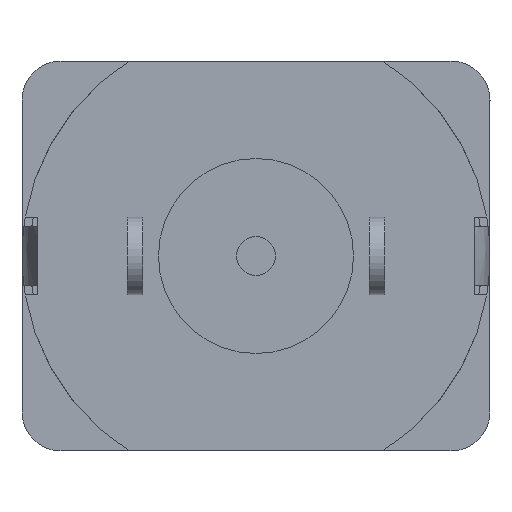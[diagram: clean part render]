
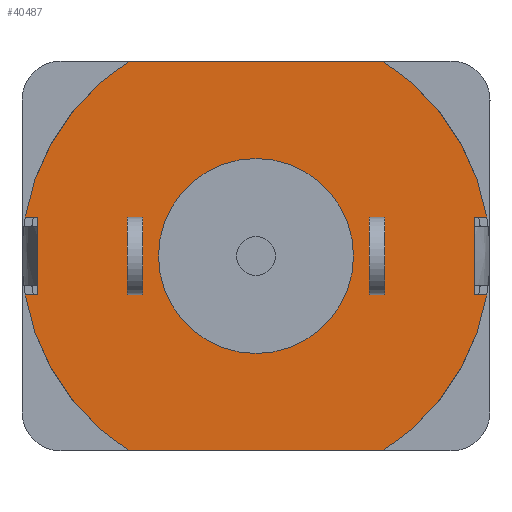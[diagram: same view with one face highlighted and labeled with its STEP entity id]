
A CAD part, front view. The second image highlights one B-rep face of the part: STEP entity #40487.
In plain terms, the highlighted planar face has unit normal (0, -1, 0).
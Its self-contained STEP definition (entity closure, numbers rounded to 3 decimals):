
#2538=FACE_BOUND('',#8524,.T.);
#2539=FACE_BOUND('',#8525,.T.);
#2540=FACE_BOUND('',#8526,.T.);
#2657=CIRCLE('',#43294,5.92);
#2658=CIRCLE('',#43295,5.92);
#2659=CIRCLE('',#43296,5.92);
#2660=CIRCLE('',#43297,5.92);
#2661=CIRCLE('',#43298,2.5);
#6268=FACE_OUTER_BOUND('',#8523,.T.);
#8523=EDGE_LOOP('',(#27169,#27170,#27171,#27172,#27173,#27174,#27175,#27176,
#27177,#27178,#27179,#27180));
#8524=EDGE_LOOP('',(#27181,#27182,#27183,#27184));
#8525=EDGE_LOOP('',(#27185,#27186,#27187,#27188));
#8526=EDGE_LOOP('',(#27189));
#10909=LINE('',#63860,#13684);
#10915=LINE('',#63875,#13690);
#10917=LINE('',#63878,#13692);
#10918=LINE('',#63883,#13693);
#10919=LINE('',#63887,#13694);
#10920=LINE('',#63889,#13695);
#10921=LINE('',#63891,#13696);
#10922=LINE('',#63895,#13697);
#10923=LINE('',#63899,#13698);
#10924=LINE('',#63901,#13699);
#10925=LINE('',#63903,#13700);
#10926=LINE('',#63904,#13701);
#10927=LINE('',#63907,#13702);
#10928=LINE('',#63909,#13703);
#10929=LINE('',#63911,#13704);
#10930=LINE('',#63912,#13705);
#13684=VECTOR('',#49240,10.);
#13690=VECTOR('',#49252,10.);
#13692=VECTOR('',#49256,10.);
#13693=VECTOR('',#49261,10.);
#13694=VECTOR('',#49264,10.);
#13695=VECTOR('',#49265,10.);
#13696=VECTOR('',#49266,10.);
#13697=VECTOR('',#49269,10.);
#13698=VECTOR('',#49272,10.);
#13699=VECTOR('',#49273,10.);
#13700=VECTOR('',#49274,10.);
#13701=VECTOR('',#49275,10.);
#13702=VECTOR('',#49276,10.);
#13703=VECTOR('',#49277,10.);
#13704=VECTOR('',#49278,10.);
#13705=VECTOR('',#49279,10.);
#16455=VERTEX_POINT('',#63850);
#16459=VERTEX_POINT('',#63858);
#16464=VERTEX_POINT('',#63872);
#16465=VERTEX_POINT('',#63874);
#16466=VERTEX_POINT('',#63880);
#16467=VERTEX_POINT('',#63882);
#16468=VERTEX_POINT('',#63884);
#16469=VERTEX_POINT('',#63886);
#16470=VERTEX_POINT('',#63888);
#16471=VERTEX_POINT('',#63890);
#16472=VERTEX_POINT('',#63892);
#16473=VERTEX_POINT('',#63894);
#16474=VERTEX_POINT('',#63897);
#16475=VERTEX_POINT('',#63898);
#16476=VERTEX_POINT('',#63900);
#16477=VERTEX_POINT('',#63902);
#16478=VERTEX_POINT('',#63905);
#16479=VERTEX_POINT('',#63906);
#16480=VERTEX_POINT('',#63908);
#16481=VERTEX_POINT('',#63910);
#16482=VERTEX_POINT('',#63913);
#20721=EDGE_CURVE('',#16455,#16459,#10909,.T.);
#20728=EDGE_CURVE('',#16465,#16464,#10915,.T.);
#20730=EDGE_CURVE('',#16459,#16465,#10917,.T.);
#20731=EDGE_CURVE('',#16466,#16464,#2657,.T.);
#20732=EDGE_CURVE('',#16467,#16466,#10918,.T.);
#20733=EDGE_CURVE('',#16468,#16467,#2658,.T.);
#20734=EDGE_CURVE('',#16468,#16469,#10919,.T.);
#20735=EDGE_CURVE('',#16469,#16470,#10920,.T.);
#20736=EDGE_CURVE('',#16470,#16471,#10921,.T.);
#20737=EDGE_CURVE('',#16472,#16471,#2659,.T.);
#20738=EDGE_CURVE('',#16473,#16472,#10922,.T.);
#20739=EDGE_CURVE('',#16455,#16473,#2660,.T.);
#20740=EDGE_CURVE('',#16474,#16475,#10923,.T.);
#20741=EDGE_CURVE('',#16475,#16476,#10924,.T.);
#20742=EDGE_CURVE('',#16476,#16477,#10925,.T.);
#20743=EDGE_CURVE('',#16477,#16474,#10926,.T.);
#20744=EDGE_CURVE('',#16478,#16479,#10927,.T.);
#20745=EDGE_CURVE('',#16479,#16480,#10928,.T.);
#20746=EDGE_CURVE('',#16480,#16481,#10929,.T.);
#20747=EDGE_CURVE('',#16481,#16478,#10930,.T.);
#20748=EDGE_CURVE('',#16482,#16482,#2661,.T.);
#27169=ORIENTED_EDGE('',*,*,#20721,.T.);
#27170=ORIENTED_EDGE('',*,*,#20730,.T.);
#27171=ORIENTED_EDGE('',*,*,#20728,.T.);
#27172=ORIENTED_EDGE('',*,*,#20731,.F.);
#27173=ORIENTED_EDGE('',*,*,#20732,.F.);
#27174=ORIENTED_EDGE('',*,*,#20733,.F.);
#27175=ORIENTED_EDGE('',*,*,#20734,.T.);
#27176=ORIENTED_EDGE('',*,*,#20735,.T.);
#27177=ORIENTED_EDGE('',*,*,#20736,.T.);
#27178=ORIENTED_EDGE('',*,*,#20737,.F.);
#27179=ORIENTED_EDGE('',*,*,#20738,.F.);
#27180=ORIENTED_EDGE('',*,*,#20739,.F.);
#27181=ORIENTED_EDGE('',*,*,#20740,.T.);
#27182=ORIENTED_EDGE('',*,*,#20741,.T.);
#27183=ORIENTED_EDGE('',*,*,#20742,.T.);
#27184=ORIENTED_EDGE('',*,*,#20743,.T.);
#27185=ORIENTED_EDGE('',*,*,#20744,.T.);
#27186=ORIENTED_EDGE('',*,*,#20745,.T.);
#27187=ORIENTED_EDGE('',*,*,#20746,.T.);
#27188=ORIENTED_EDGE('',*,*,#20747,.T.);
#27189=ORIENTED_EDGE('',*,*,#20748,.T.);
#39997=PLANE('',#43293);
#40487=ADVANCED_FACE('',(#6268,#2538,#2539,#2540),#39997,.F.);
#43293=AXIS2_PLACEMENT_3D('',#63879,#49257,#49258);
#43294=AXIS2_PLACEMENT_3D('',#63881,#49259,#49260);
#43295=AXIS2_PLACEMENT_3D('',#63885,#49262,#49263);
#43296=AXIS2_PLACEMENT_3D('',#63893,#49267,#49268);
#43297=AXIS2_PLACEMENT_3D('',#63896,#49270,#49271);
#43298=AXIS2_PLACEMENT_3D('',#63914,#49280,#49281);
#49240=DIRECTION('',(-1.,0.,0.));
#49252=DIRECTION('',(1.,0.,0.));
#49256=DIRECTION('',(0.,0.,1.));
#49257=DIRECTION('center_axis',(0.,1.,0.));
#49258=DIRECTION('ref_axis',(0.,0.,1.));
#49259=DIRECTION('center_axis',(0.,1.,0.));
#49260=DIRECTION('ref_axis',(0.536,0.,0.845));
#49261=DIRECTION('',(1.,0.,0.));
#49262=DIRECTION('center_axis',(0.,1.,0.));
#49263=DIRECTION('ref_axis',(-0.536,0.,-0.845));
#49264=DIRECTION('',(1.,0.,0.));
#49265=DIRECTION('',(0.,0.,-1.));
#49266=DIRECTION('',(-1.,0.,0.));
#49267=DIRECTION('center_axis',(0.,1.,0.));
#49268=DIRECTION('ref_axis',(-0.536,0.,-0.845));
#49269=DIRECTION('',(-1.,0.,0.));
#49270=DIRECTION('center_axis',(0.,1.,0.));
#49271=DIRECTION('ref_axis',(0.536,0.,0.845));
#49272=DIRECTION('',(1.,0.,0.));
#49273=DIRECTION('',(0.,0.,-1.));
#49274=DIRECTION('',(-1.,0.,0.));
#49275=DIRECTION('',(0.,0.,1.));
#49276=DIRECTION('',(1.,0.,0.));
#49277=DIRECTION('',(0.,0.,-1.));
#49278=DIRECTION('',(-1.,0.,0.));
#49279=DIRECTION('',(0.,0.,1.));
#49280=DIRECTION('center_axis',(0.,1.,0.));
#49281=DIRECTION('ref_axis',(1.,0.,0.));
#63850=CARTESIAN_POINT('',(5.915,0.,-1.));
#63858=CARTESIAN_POINT('',(5.6,0.,-1.));
#63860=CARTESIAN_POINT('',(3.,0.,-1.));
#63872=CARTESIAN_POINT('',(5.915,0.,1.));
#63874=CARTESIAN_POINT('',(5.6,0.,1.));
#63875=CARTESIAN_POINT('',(3.,0.,1.));
#63878=CARTESIAN_POINT('',(5.6,0.,0.));
#63879=CARTESIAN_POINT('Origin',(0.,0.,0.));
#63880=CARTESIAN_POINT('',(3.25,0.,5.));
#63881=CARTESIAN_POINT('Origin',(0.08,0.,0.));
#63882=CARTESIAN_POINT('',(-3.25,0.,5.));
#63883=CARTESIAN_POINT('',(-3.25,0.,5.));
#63884=CARTESIAN_POINT('',(-5.915,0.,1.));
#63885=CARTESIAN_POINT('Origin',(-0.08,0.,0.));
#63886=CARTESIAN_POINT('',(-5.6,0.,1.));
#63887=CARTESIAN_POINT('',(-3.,0.,1.));
#63888=CARTESIAN_POINT('',(-5.6,0.,-1.));
#63889=CARTESIAN_POINT('',(-5.6,0.,0.));
#63890=CARTESIAN_POINT('',(-5.915,0.,-1.));
#63891=CARTESIAN_POINT('',(-3.,0.,-1.));
#63892=CARTESIAN_POINT('',(-3.25,0.,-5.));
#63893=CARTESIAN_POINT('Origin',(-0.08,0.,0.));
#63894=CARTESIAN_POINT('',(3.25,0.,-5.));
#63895=CARTESIAN_POINT('',(3.25,0.,-5.));
#63896=CARTESIAN_POINT('Origin',(0.08,0.,0.));
#63897=CARTESIAN_POINT('',(-3.3,0.,1.));
#63898=CARTESIAN_POINT('',(-2.9,0.,1.));
#63899=CARTESIAN_POINT('',(-1.45,0.,1.));
#63900=CARTESIAN_POINT('',(-2.9,0.,-1.));
#63901=CARTESIAN_POINT('',(-2.9,0.,-0.5));
#63902=CARTESIAN_POINT('',(-3.3,0.,-1.));
#63903=CARTESIAN_POINT('',(-1.65,0.,-1.));
#63904=CARTESIAN_POINT('',(-3.3,0.,0.5));
#63905=CARTESIAN_POINT('',(2.9,0.,1.));
#63906=CARTESIAN_POINT('',(3.3,0.,1.));
#63907=CARTESIAN_POINT('',(1.65,0.,1.));
#63908=CARTESIAN_POINT('',(3.3,0.,-1.));
#63909=CARTESIAN_POINT('',(3.3,0.,-0.5));
#63910=CARTESIAN_POINT('',(2.9,0.,-1.));
#63911=CARTESIAN_POINT('',(1.45,0.,-1.));
#63912=CARTESIAN_POINT('',(2.9,0.,0.5));
#63913=CARTESIAN_POINT('',(-2.5,0.,0.));
#63914=CARTESIAN_POINT('Origin',(0.,0.,0.));
